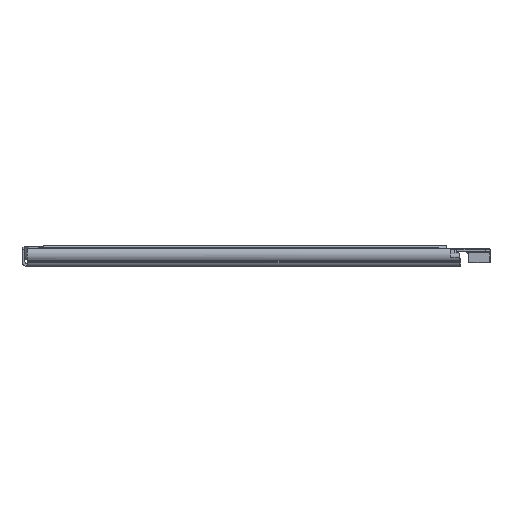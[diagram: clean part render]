
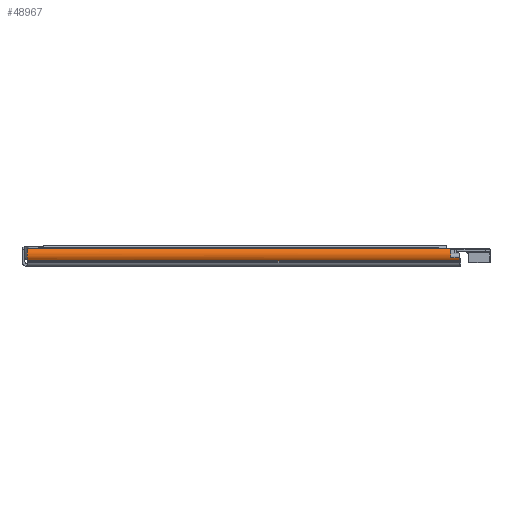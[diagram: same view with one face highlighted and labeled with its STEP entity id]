
A CAD part, left-side view. The second image highlights one B-rep face of the part: STEP entity #48967.
In plain terms, the highlighted cylindrical face has radius 7.6 mm (diameter 15.2 mm), a partial arc.
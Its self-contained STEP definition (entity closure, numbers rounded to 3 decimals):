
#2074=CYLINDRICAL_SURFACE('',#52532,7.6);
#3413=FACE_OUTER_BOUND('',#6349,.T.);
#6349=EDGE_LOOP('',(#32995,#32996,#32997,#32998,#32999,#33000));
#9428=LINE('',#74111,#13425);
#9443=LINE('',#74151,#13440);
#9460=LINE('',#74191,#13457);
#13425=VECTOR('',#58583,10.);
#13440=VECTOR('',#58634,10.);
#13457=VECTOR('',#58697,10.);
#17334=CIRCLE('',#52387,7.6);
#17366=CIRCLE('',#52461,7.6);
#17384=CIRCLE('',#52504,7.6);
#20046=VERTEX_POINT('',#73864);
#20047=VERTEX_POINT('',#73866);
#20095=VERTEX_POINT('',#74038);
#20096=VERTEX_POINT('',#74040);
#20114=VERTEX_POINT('',#74109);
#20121=VERTEX_POINT('',#74139);
#24906=EDGE_CURVE('',#20047,#20046,#17334,.T.);
#24993=EDGE_CURVE('',#20096,#20095,#17366,.T.);
#25028=EDGE_CURVE('',#20046,#20114,#9428,.T.);
#25043=EDGE_CURVE('',#20114,#20121,#17384,.T.);
#25048=EDGE_CURVE('',#20121,#20096,#9443,.T.);
#25065=EDGE_CURVE('',#20047,#20095,#9460,.T.);
#32995=ORIENTED_EDGE('',*,*,#24993,.T.);
#32996=ORIENTED_EDGE('',*,*,#25065,.F.);
#32997=ORIENTED_EDGE('',*,*,#24906,.T.);
#32998=ORIENTED_EDGE('',*,*,#25028,.T.);
#32999=ORIENTED_EDGE('',*,*,#25043,.T.);
#33000=ORIENTED_EDGE('',*,*,#25048,.T.);
#48967=ADVANCED_FACE('',(#3413),#2074,.T.);
#52387=AXIS2_PLACEMENT_3D('',#73867,#58301,#58302);
#52461=AXIS2_PLACEMENT_3D('',#74041,#58500,#58501);
#52504=AXIS2_PLACEMENT_3D('',#74141,#58618,#58619);
#52532=AXIS2_PLACEMENT_3D('',#74190,#58695,#58696);
#58301=DIRECTION('center_axis',(0.,1.,0.));
#58302=DIRECTION('ref_axis',(-0.705,0.,-0.709));
#58500=DIRECTION('center_axis',(0.,-1.,0.));
#58501=DIRECTION('ref_axis',(0.705,0.,0.709));
#58583=DIRECTION('',(0.,1.,0.));
#58618=DIRECTION('center_axis',(0.,1.,0.));
#58619=DIRECTION('ref_axis',(0.705,0.,0.709));
#58634=DIRECTION('',(0.,1.,0.));
#58695=DIRECTION('center_axis',(0.,1.,0.));
#58696=DIRECTION('ref_axis',(0.705,0.,0.709));
#58697=DIRECTION('',(0.,1.,0.));
#73864=CARTESIAN_POINT('',(-37.625,0.,7.957));
#73866=CARTESIAN_POINT('',(-35.857,0.,5.209));
#73867=CARTESIAN_POINT('Origin',(-30.5,0.,
10.6));
#74038=CARTESIAN_POINT('',(-35.857,395.,5.209));
#74040=CARTESIAN_POINT('',(-35.033,395.,16.7));
#74041=CARTESIAN_POINT('Origin',(-30.5,395.,10.6));
#74109=CARTESIAN_POINT('',(-37.625,8.,7.957));
#74111=CARTESIAN_POINT('',(-37.625,0.,7.957));
#74139=CARTESIAN_POINT('',(-35.033,8.,16.7));
#74141=CARTESIAN_POINT('Origin',(-30.5,8.,10.6));
#74151=CARTESIAN_POINT('',(-35.033,0.,16.7));
#74190=CARTESIAN_POINT('Origin',(-30.5,0.,10.6));
#74191=CARTESIAN_POINT('',(-35.857,0.,5.209));
